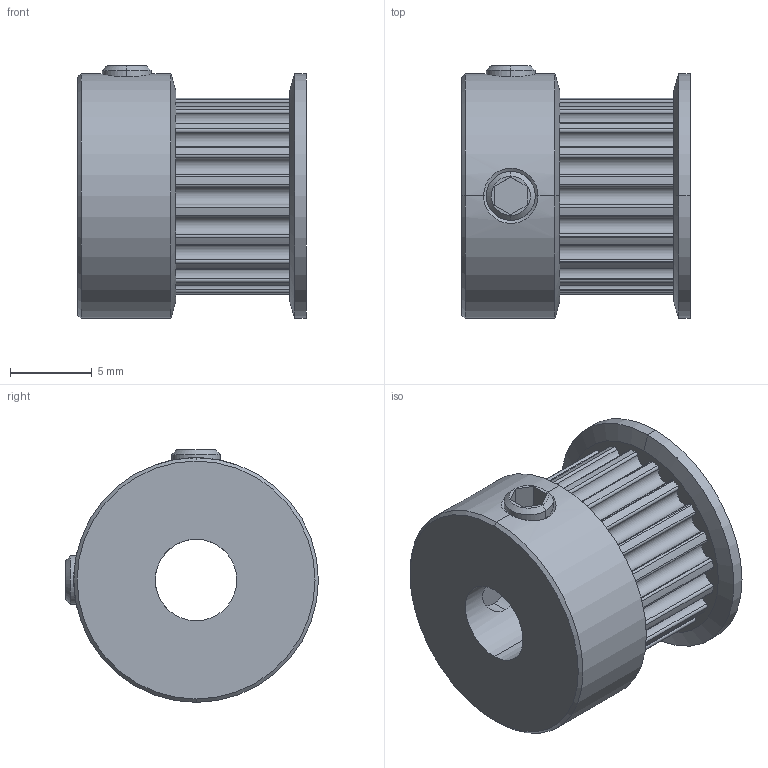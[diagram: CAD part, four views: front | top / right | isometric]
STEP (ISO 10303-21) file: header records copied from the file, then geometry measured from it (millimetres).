
FILE_DESCRIPTION (( 'STEP AP214' ), '1' );
FILE_NAME ('GT2 2mm Aluminum Timing Pulley - 20 tooth.step', '2015-01-21T14:39:38', ( 'Mark' ), ( '' ), 'SwSTEP 2.0', 'SolidWorks 2013', '' );
FILE_SCHEMA (( 'AUTOMOTIVE_DESIGN' ));
Length unit declared in the file: millimetre
Products named in the file (1): GT2 2mm Aluminum Timing Pulley - 20 tooth
Bounding box: 14 x 15.51 x 15.5 mm (x, y, z)
Volume: 1626.8 mm3; surface area: 1585.4 mm2
Topology: 3 solids, 3 shells, 157 faces, 432 edges, 283 vertices
Faces by surface type: cylinder 117, plane 22, cone 14, bspline 4
Entity records: 8308 total; most frequent: CARTESIAN_POINT 3783, DIRECTION 957, ORIENTED_EDGE 864, EDGE_CURVE 432, AXIS2_PLACEMENT_3D 394, VERTEX_POINT 283, CIRCLE 240, VECTOR 169
